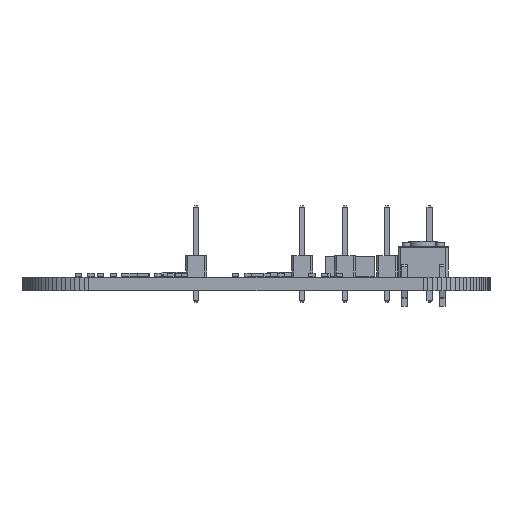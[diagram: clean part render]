
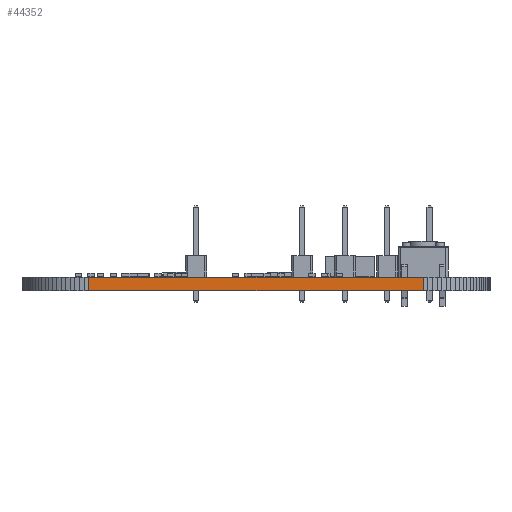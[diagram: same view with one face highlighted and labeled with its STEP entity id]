
A CAD part, left-side view. The second image highlights one B-rep face of the part: STEP entity #44352.
In plain terms, the highlighted planar face has unit normal (-1, 0, 0).
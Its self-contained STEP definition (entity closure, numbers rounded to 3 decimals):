
#32116 = PLANE('',#32117);
#32117 = AXIS2_PLACEMENT_3D('',#32118,#32119,#32120);
#32118 = CARTESIAN_POINT('',(120.,-116.,1.58));
#32119 = DIRECTION('',(-0.,-0.,-1.));
#32120 = DIRECTION('',(-1.,0.,0.));
#32170 = PLANE('',#32171);
#32171 = AXIS2_PLACEMENT_3D('',#32172,#32173,#32174);
#32172 = CARTESIAN_POINT('',(120.,-116.,0.));
#32173 = DIRECTION('',(-0.,-0.,-1.));
#32174 = DIRECTION('',(-1.,0.,0.));
#34127 = VERTEX_POINT('',#34128);
#34128 = CARTESIAN_POINT('',(32.,-136.,0.));
#34142 = PLANE('',#34143);
#34143 = AXIS2_PLACEMENT_3D('',#34144,#34145,#34146);
#34144 = CARTESIAN_POINT('',(32.02,-136.571,0.));
#34145 = DIRECTION('',(-0.999,-0.036,0.));
#34146 = DIRECTION('',(-0.036,0.999,0.));
#34154 = EDGE_CURVE('',#34127,#34155,#34157,.T.);
#34155 = VERTEX_POINT('',#34156);
#34156 = CARTESIAN_POINT('',(32.,-96.,0.));
#34157 = SURFACE_CURVE('',#34158,(#34162,#34169),.PCURVE_S1.);
#34158 = LINE('',#34159,#34160);
#34159 = CARTESIAN_POINT('',(32.,-136.,0.));
#34160 = VECTOR('',#34161,1.);
#34161 = DIRECTION('',(0.,1.,0.));
#34162 = PCURVE('',#32170,#34163);
#34163 = DEFINITIONAL_REPRESENTATION('',(#34164),#34168);
#34164 = LINE('',#34165,#34166);
#34165 = CARTESIAN_POINT('',(88.,-20.));
#34166 = VECTOR('',#34167,1.);
#34167 = DIRECTION('',(0.,1.));
#34168 = ( GEOMETRIC_REPRESENTATION_CONTEXT(2) 
PARAMETRIC_REPRESENTATION_CONTEXT() REPRESENTATION_CONTEXT('2D SPACE',''
  ) );
#34169 = PCURVE('',#34170,#34175);
#34170 = PLANE('',#34171);
#34171 = AXIS2_PLACEMENT_3D('',#34172,#34173,#34174);
#34172 = CARTESIAN_POINT('',(32.,-136.,0.));
#34173 = DIRECTION('',(-1.,0.,0.));
#34174 = DIRECTION('',(0.,1.,0.));
#34175 = DEFINITIONAL_REPRESENTATION('',(#34176),#34180);
#34176 = LINE('',#34177,#34178);
#34177 = CARTESIAN_POINT('',(0.,0.));
#34178 = VECTOR('',#34179,1.);
#34179 = DIRECTION('',(1.,0.));
#34180 = ( GEOMETRIC_REPRESENTATION_CONTEXT(2) 
PARAMETRIC_REPRESENTATION_CONTEXT() REPRESENTATION_CONTEXT('2D SPACE',''
  ) );
#34198 = PLANE('',#34199);
#34199 = AXIS2_PLACEMENT_3D('',#34200,#34201,#34202);
#34200 = CARTESIAN_POINT('',(32.,-96.,0.));
#34201 = DIRECTION('',(-0.999,0.036,0.));
#34202 = DIRECTION('',(0.036,0.999,0.));
#39658 = VERTEX_POINT('',#39659);
#39659 = CARTESIAN_POINT('',(32.,-136.,1.58));
#39680 = EDGE_CURVE('',#39658,#39681,#39683,.T.);
#39681 = VERTEX_POINT('',#39682);
#39682 = CARTESIAN_POINT('',(32.,-96.,1.58));
#39683 = SURFACE_CURVE('',#39684,(#39688,#39695),.PCURVE_S1.);
#39684 = LINE('',#39685,#39686);
#39685 = CARTESIAN_POINT('',(32.,-136.,1.58));
#39686 = VECTOR('',#39687,1.);
#39687 = DIRECTION('',(0.,1.,0.));
#39688 = PCURVE('',#32116,#39689);
#39689 = DEFINITIONAL_REPRESENTATION('',(#39690),#39694);
#39690 = LINE('',#39691,#39692);
#39691 = CARTESIAN_POINT('',(88.,-20.));
#39692 = VECTOR('',#39693,1.);
#39693 = DIRECTION('',(0.,1.));
#39694 = ( GEOMETRIC_REPRESENTATION_CONTEXT(2) 
PARAMETRIC_REPRESENTATION_CONTEXT() REPRESENTATION_CONTEXT('2D SPACE',''
  ) );
#39695 = PCURVE('',#34170,#39696);
#39696 = DEFINITIONAL_REPRESENTATION('',(#39697),#39701);
#39697 = LINE('',#39698,#39699);
#39698 = CARTESIAN_POINT('',(0.,-1.58));
#39699 = VECTOR('',#39700,1.);
#39700 = DIRECTION('',(1.,0.));
#39701 = ( GEOMETRIC_REPRESENTATION_CONTEXT(2) 
PARAMETRIC_REPRESENTATION_CONTEXT() REPRESENTATION_CONTEXT('2D SPACE',''
  ) );
#44302 = EDGE_CURVE('',#34155,#39681,#44303,.T.);
#44303 = SURFACE_CURVE('',#44304,(#44308,#44315),.PCURVE_S1.);
#44304 = LINE('',#44305,#44306);
#44305 = CARTESIAN_POINT('',(32.,-96.,0.));
#44306 = VECTOR('',#44307,1.);
#44307 = DIRECTION('',(0.,0.,1.));
#44308 = PCURVE('',#34198,#44309);
#44309 = DEFINITIONAL_REPRESENTATION('',(#44310),#44314);
#44310 = LINE('',#44311,#44312);
#44311 = CARTESIAN_POINT('',(0.,0.));
#44312 = VECTOR('',#44313,1.);
#44313 = DIRECTION('',(0.,-1.));
#44314 = ( GEOMETRIC_REPRESENTATION_CONTEXT(2) 
PARAMETRIC_REPRESENTATION_CONTEXT() REPRESENTATION_CONTEXT('2D SPACE',''
  ) );
#44315 = PCURVE('',#34170,#44316);
#44316 = DEFINITIONAL_REPRESENTATION('',(#44317),#44321);
#44317 = LINE('',#44318,#44319);
#44318 = CARTESIAN_POINT('',(40.,0.));
#44319 = VECTOR('',#44320,1.);
#44320 = DIRECTION('',(0.,-1.));
#44321 = ( GEOMETRIC_REPRESENTATION_CONTEXT(2) 
PARAMETRIC_REPRESENTATION_CONTEXT() REPRESENTATION_CONTEXT('2D SPACE',''
  ) );
#44352 = ADVANCED_FACE('',(#44353),#34170,.T.);
#44353 = FACE_BOUND('',#44354,.T.);
#44354 = EDGE_LOOP('',(#44355,#44376,#44377,#44378));
#44355 = ORIENTED_EDGE('',*,*,#44356,.T.);
#44356 = EDGE_CURVE('',#34127,#39658,#44357,.T.);
#44357 = SURFACE_CURVE('',#44358,(#44362,#44369),.PCURVE_S1.);
#44358 = LINE('',#44359,#44360);
#44359 = CARTESIAN_POINT('',(32.,-136.,0.));
#44360 = VECTOR('',#44361,1.);
#44361 = DIRECTION('',(0.,0.,1.));
#44362 = PCURVE('',#34170,#44363);
#44363 = DEFINITIONAL_REPRESENTATION('',(#44364),#44368);
#44364 = LINE('',#44365,#44366);
#44365 = CARTESIAN_POINT('',(0.,0.));
#44366 = VECTOR('',#44367,1.);
#44367 = DIRECTION('',(0.,-1.));
#44368 = ( GEOMETRIC_REPRESENTATION_CONTEXT(2) 
PARAMETRIC_REPRESENTATION_CONTEXT() REPRESENTATION_CONTEXT('2D SPACE',''
  ) );
#44369 = PCURVE('',#34142,#44370);
#44370 = DEFINITIONAL_REPRESENTATION('',(#44371),#44375);
#44371 = LINE('',#44372,#44373);
#44372 = CARTESIAN_POINT('',(0.571,0.));
#44373 = VECTOR('',#44374,1.);
#44374 = DIRECTION('',(0.,-1.));
#44375 = ( GEOMETRIC_REPRESENTATION_CONTEXT(2) 
PARAMETRIC_REPRESENTATION_CONTEXT() REPRESENTATION_CONTEXT('2D SPACE',''
  ) );
#44376 = ORIENTED_EDGE('',*,*,#39680,.T.);
#44377 = ORIENTED_EDGE('',*,*,#44302,.F.);
#44378 = ORIENTED_EDGE('',*,*,#34154,.F.);
